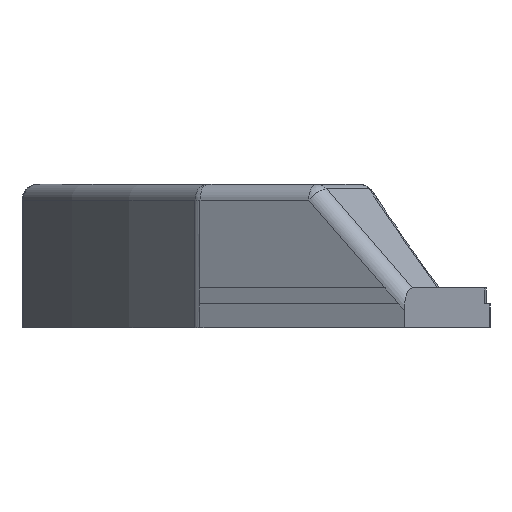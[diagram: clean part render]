
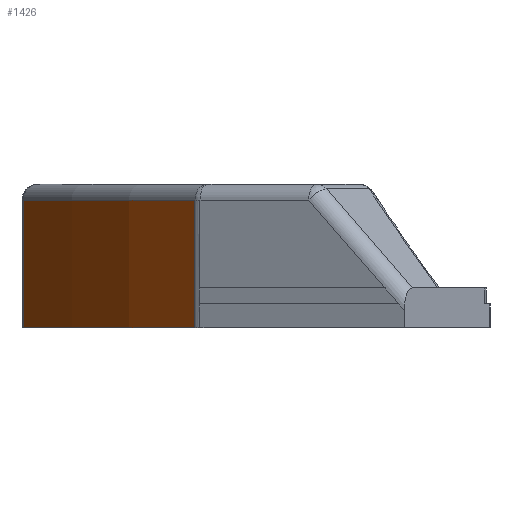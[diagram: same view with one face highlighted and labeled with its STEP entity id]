
A CAD part, left-side view. The second image highlights one B-rep face of the part: STEP entity #1426.
In plain terms, the highlighted cylindrical face has radius 187 mm (diameter 374 mm), a partial arc.
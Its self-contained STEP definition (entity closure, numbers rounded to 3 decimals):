
#160=FACE_OUTER_BOUND('',#248,.T.);
#248=EDGE_LOOP('',(#1267,#1268,#1269,#1270));
#374=LINE('',#2660,#482);
#377=LINE('',#2672,#485);
#482=VECTOR('',#2030,10.);
#485=VECTOR('',#2047,10.);
#533=CIRCLE('',#1548,187.);
#563=CIRCLE('',#1613,187.);
#661=VERTEX_POINT('',#2492);
#662=VERTEX_POINT('',#2494);
#694=VERTEX_POINT('',#2658);
#696=VERTEX_POINT('',#2670);
#828=EDGE_CURVE('',#662,#661,#533,.T.);
#894=EDGE_CURVE('',#694,#661,#374,.T.);
#899=EDGE_CURVE('',#696,#694,#563,.T.);
#900=EDGE_CURVE('',#662,#696,#377,.T.);
#1267=ORIENTED_EDGE('',*,*,#894,.F.);
#1268=ORIENTED_EDGE('',*,*,#899,.F.);
#1269=ORIENTED_EDGE('',*,*,#900,.F.);
#1270=ORIENTED_EDGE('',*,*,#828,.T.);
#1350=CYLINDRICAL_SURFACE('',#1612,187.);
#1426=ADVANCED_FACE('',(#160),#1350,.T.);
#1548=AXIS2_PLACEMENT_3D('',#2495,#1881,#1882);
#1612=AXIS2_PLACEMENT_3D('',#2669,#2043,#2044);
#1613=AXIS2_PLACEMENT_3D('',#2671,#2045,#2046);
#1881=DIRECTION('center_axis',(0.,0.,1.));
#1882=DIRECTION('ref_axis',(-0.358,0.934,0.));
#2030=DIRECTION('',(0.,0.,-1.));
#2043=DIRECTION('center_axis',(0.,0.,1.));
#2044=DIRECTION('ref_axis',(-0.358,0.934,0.));
#2045=DIRECTION('center_axis',(0.,0.,1.));
#2046=DIRECTION('ref_axis',(-0.484,0.875,0.));
#2047=DIRECTION('',(0.,0.,1.));
#2492=CARTESIAN_POINT('',(-107.647,152.909,0.));
#2494=CARTESIAN_POINT('',(-67.364,174.445,0.));
#2495=CARTESIAN_POINT('Origin',(0.,0.,0.));
#2658=CARTESIAN_POINT('',(-107.647,152.909,16.));
#2660=CARTESIAN_POINT('',(-107.647,152.909,0.));
#2669=CARTESIAN_POINT('Origin',(0.,0.,0.));
#2670=CARTESIAN_POINT('',(-67.364,174.445,16.));
#2671=CARTESIAN_POINT('Origin',(0.,0.,16.));
#2672=CARTESIAN_POINT('',(-67.364,174.445,0.));
